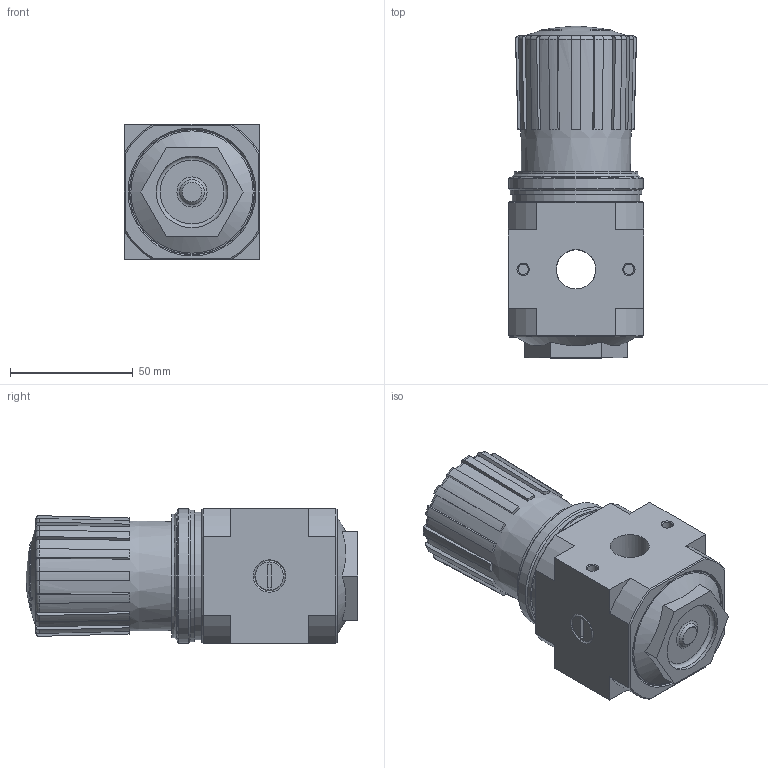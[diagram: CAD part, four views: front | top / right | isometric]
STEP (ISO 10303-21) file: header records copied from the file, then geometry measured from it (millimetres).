
FILE_DESCRIPTION(/* description */ ('STEP AP214'),/* implementation_level */ '2;1');
FILE_NAME(/* name */ '546458_LR-D-7-MIDI',/* time_stamp */ '2024-09-04T22:52:23+02:00',/* author */ ('License CC BY-ND 4.0'),/* organization */ ('CADENAS'),/* preprocessor_version */ 'ST-DEVELOPER v19.3',/* originating_system */ 'PARTsolutions',/* authorisation */ ' ');
FILE_SCHEMA (('AUTOMOTIVE_DESIGN {1 0 10303 214 3 1 1}'));
Length unit declared in the file: millimetre
Products named in the file (4): 546458 LR-D-7-MIDI-(0); 127307 LR-D-7-MIDI--(0); 398012 LRVS-D-MINI; 373846 LR-MIDI
Assembly tree (3 placements, depth 2):
  546458 LR-D-7-MIDI-(0)
    127307 LR-D-7-MIDI--(0)
    398012 LRVS-D-MINI
    373846 LR-MIDI
Bounding box: 55 x 135 x 55 mm (x, y, z)
Volume: 277686.7 mm3; surface area: 38496.5 mm2
Topology: 3 solids, 4 shells, 247 faces, 631 edges, 409 vertices
Faces by surface type: plane 130, cone 42, torus 38, cylinder 32, sphere 5
Full cylindrical faces by diameter (mm): 4.134 x4, 6.3 x1, 9.6 x1, 11.2 x1, 11.445 x2, 13.157 x1, 16 x1, 26.4 x1, 29 x1, 30.8 x1, 39 x1, 50.16 x1, 50.376 x1, 52 x1, 53.5 x1, 54.8 x1
Entity records: 9144 total; most frequent: CARTESIAN_POINT 1795, DIRECTION 1176, ORIENTED_EDGE 1152, EDGE_CURVE 576, AXIS2_PLACEMENT_3D 501, VERTEX_POINT 400, EDGE_LOOP 320, FACE_BOUND 320
